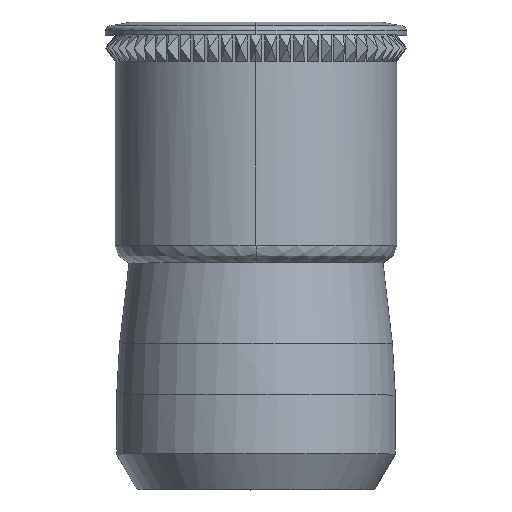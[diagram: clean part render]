
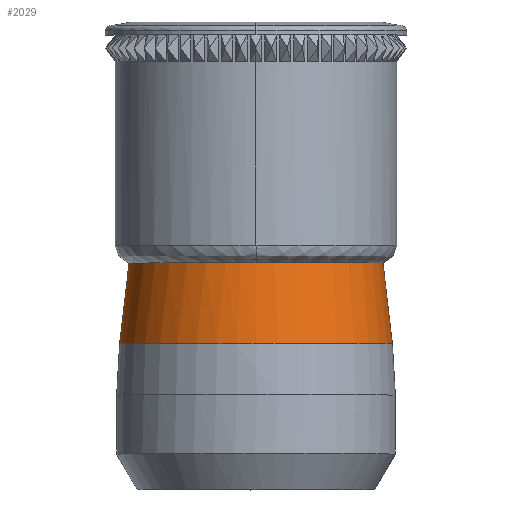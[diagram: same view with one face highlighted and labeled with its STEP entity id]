
A CAD part, top view. The second image highlights one B-rep face of the part: STEP entity #2029.
In plain terms, the highlighted free-form (B-spline) face has degree [2, 1] with [5, 2] control points.
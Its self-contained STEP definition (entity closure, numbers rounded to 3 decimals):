
#1990 = VERTEX_POINT('',#1991);
#1991 = CARTESIAN_POINT('',(3.106,-7.329,0.));
#1999 = VERTEX_POINT('',#2000);
#2000 = CARTESIAN_POINT('',(-3.106,-7.329,
    0.));
#2006 = EDGE_CURVE('',#1999,#1990,#2007,.T.);
#2007 = ( BOUNDED_CURVE() B_SPLINE_CURVE(2,(#2008,#2009,#2010,#2011,
#2012),.UNSPECIFIED.,.F.,.F.) B_SPLINE_CURVE_WITH_KNOTS((3,2,3),(0.,
1.571,3.142),.PIECEWISE_BEZIER_KNOTS.) CURVE() 
GEOMETRIC_REPRESENTATION_ITEM() RATIONAL_B_SPLINE_CURVE((1.,
0.707,1.,0.707,1.)) REPRESENTATION_ITEM('') );
#2008 = CARTESIAN_POINT('',(-3.106,-7.329,0.));
#2009 = CARTESIAN_POINT('',(-3.106,-7.329,3.106
    ));
#2010 = CARTESIAN_POINT('',(0.,-7.329,
    3.106));
#2011 = CARTESIAN_POINT('',(3.106,-7.329,3.106)
  );
#2012 = CARTESIAN_POINT('',(3.106,-7.329,
    0.));
#2029 = ADVANCED_FACE('',(#2030),#2061,.T.);
#2030 = FACE_BOUND('',#2031,.T.);
#2031 = EDGE_LOOP('',(#2032,#2042,#2047,#2048,#2055));
#2032 = ORIENTED_EDGE('',*,*,#2033,.F.);
#2033 = EDGE_CURVE('',#2034,#2036,#2038,.T.);
#2034 = VERTEX_POINT('',#2035);
#2035 = CARTESIAN_POINT('',(-2.892,-5.494,
    0.));
#2036 = VERTEX_POINT('',#2037);
#2037 = CARTESIAN_POINT('',(0.,-5.494,
    2.892));
#2038 = ( BOUNDED_CURVE() B_SPLINE_CURVE(2,(#2039,#2040,#2041),
.UNSPECIFIED.,.F.,.F.) B_SPLINE_CURVE_WITH_KNOTS((3,3),(4.712,
6.283),.PIECEWISE_BEZIER_KNOTS.) CURVE() 
GEOMETRIC_REPRESENTATION_ITEM() RATIONAL_B_SPLINE_CURVE((1.,
0.707,1.)) REPRESENTATION_ITEM('') );
#2039 = CARTESIAN_POINT('',(-2.892,-5.494,
    0.));
#2040 = CARTESIAN_POINT('',(-2.892,-5.494,
    2.892));
#2041 = CARTESIAN_POINT('',(0.,-5.494,
    2.892));
#2042 = ORIENTED_EDGE('',*,*,#2043,.T.);
#2043 = EDGE_CURVE('',#2034,#1999,#2044,.T.);
#2044 = B_SPLINE_CURVE_WITH_KNOTS('',1,(#2045,#2046),.UNSPECIFIED.,.F.,
  .F.,(2,2),(0.153,2.46),.PIECEWISE_BEZIER_KNOTS.);
#2045 = CARTESIAN_POINT('',(-2.892,-5.494,
    0.));
#2046 = CARTESIAN_POINT('',(-3.106,-7.329,
    0.));
#2047 = ORIENTED_EDGE('',*,*,#2006,.T.);
#2048 = ORIENTED_EDGE('',*,*,#2049,.F.);
#2049 = EDGE_CURVE('',#2050,#1990,#2052,.T.);
#2050 = VERTEX_POINT('',#2051);
#2051 = CARTESIAN_POINT('',(2.892,-5.494,0.));
#2052 = B_SPLINE_CURVE_WITH_KNOTS('',1,(#2053,#2054),.UNSPECIFIED.,.F.,
  .F.,(2,2),(0.153,2.46),.PIECEWISE_BEZIER_KNOTS.);
#2053 = CARTESIAN_POINT('',(2.892,-5.494,0.));
#2054 = CARTESIAN_POINT('',(3.106,-7.329,0.));
#2055 = ORIENTED_EDGE('',*,*,#2056,.F.);
#2056 = EDGE_CURVE('',#2036,#2050,#2057,.T.);
#2057 = ( BOUNDED_CURVE() B_SPLINE_CURVE(2,(#2058,#2059,#2060),
.UNSPECIFIED.,.F.,.F.) B_SPLINE_CURVE_WITH_KNOTS((3,3),(0.,
1.571),.PIECEWISE_BEZIER_KNOTS.) CURVE() 
GEOMETRIC_REPRESENTATION_ITEM() RATIONAL_B_SPLINE_CURVE((1.,
0.707,1.)) REPRESENTATION_ITEM('') );
#2058 = CARTESIAN_POINT('',(0.,-5.494,
    2.892));
#2059 = CARTESIAN_POINT('',(2.892,-5.494,
    2.892));
#2060 = CARTESIAN_POINT('',(2.892,-5.494,
    0.));
#2061 = ( BOUNDED_SURFACE() B_SPLINE_SURFACE(2,1,(
    (#2062,#2063)
    ,(#2064,#2065)
    ,(#2066,#2067)
    ,(#2068,#2069)
    ,(#2070,#2071
)),.UNSPECIFIED.,.F.,.F.,.F.) B_SPLINE_SURFACE_WITH_KNOTS((3,2,3),(2,2),
  (0.,1.571,3.142),(0.153,2.46),
.PIECEWISE_BEZIER_KNOTS.) GEOMETRIC_REPRESENTATION_ITEM() 
RATIONAL_B_SPLINE_SURFACE((
    (1.,1.)
    ,(0.707,0.707)
    ,(1.,1.)
    ,(0.707,0.707)
,(1.,1.))) REPRESENTATION_ITEM('') SURFACE() );
#2062 = CARTESIAN_POINT('',(2.892,-5.494,0.));
#2063 = CARTESIAN_POINT('',(3.106,-7.329,0.));
#2064 = CARTESIAN_POINT('',(2.892,-5.494,
    2.892));
#2065 = CARTESIAN_POINT('',(3.106,-7.329,3.106)
  );
#2066 = CARTESIAN_POINT('',(0.,-5.494,
    2.892));
#2067 = CARTESIAN_POINT('',(0.,-7.329,
    3.106));
#2068 = CARTESIAN_POINT('',(-2.892,-5.494,
    2.892));
#2069 = CARTESIAN_POINT('',(-3.106,-7.329,3.106
    ));
#2070 = CARTESIAN_POINT('',(-2.892,-5.494,
    0.));
#2071 = CARTESIAN_POINT('',(-3.106,-7.329,
    0.));
